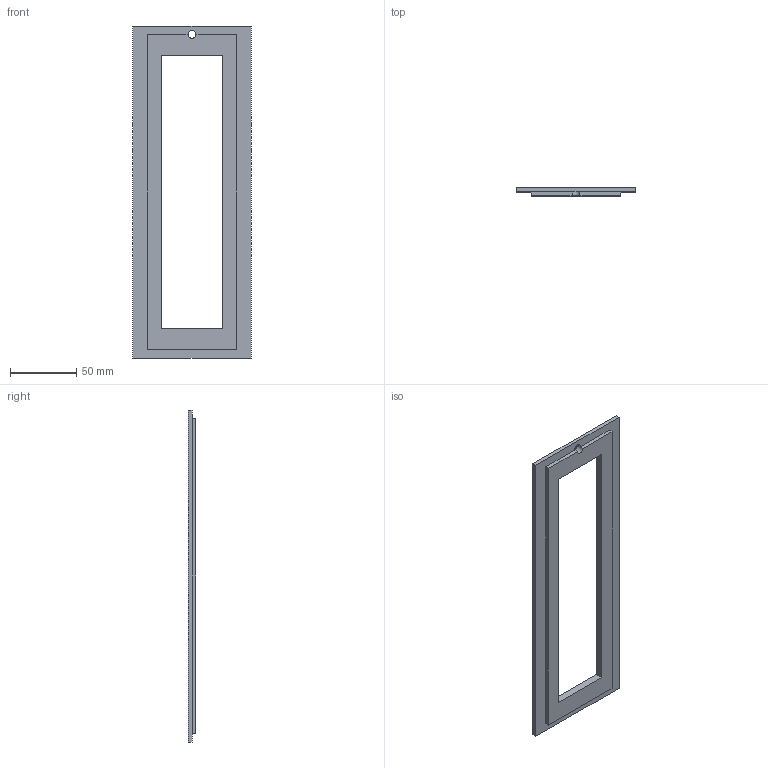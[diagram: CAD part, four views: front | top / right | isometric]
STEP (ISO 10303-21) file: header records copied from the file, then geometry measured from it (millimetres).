
FILE_DESCRIPTION (( 'STEP AP203' ), '1' );
FILE_NAME ('KNR-80-45-7012 Ïðèáîðíàÿ ðàìêà ONFLOOR 80_45.STEP', '2016-02-19T14:11:03', ( '' ), ( '' ), 'SwSTEP 2.0', 'SolidWorks 2014', '' );
FILE_SCHEMA (( 'CONFIG_CONTROL_DESIGN' ));
Length unit declared in the file: millimetre
Products named in the file (1): KNR-80-45-7012 Ïðèáîðíàÿ ðàìêà ONFLOOR 80_45
Bounding box: 89 x 6 x 250 mm (x, y, z)
Volume: 57879.2 mm3; surface area: 32448.2 mm2
Topology: 1 solids, 1 shells, 17 faces, 45 edges, 30 vertices
Faces by surface type: plane 16, cylinder 1
Full cylindrical faces by diameter (mm): 6 x1
Entity records: 593 total; most frequent: CARTESIAN_POINT 90, ORIENTED_EDGE 86, DIRECTION 82, EDGE_CURVE 43, LINE 40, VECTOR 40, VERTEX_POINT 29, EDGE_LOOP 22
